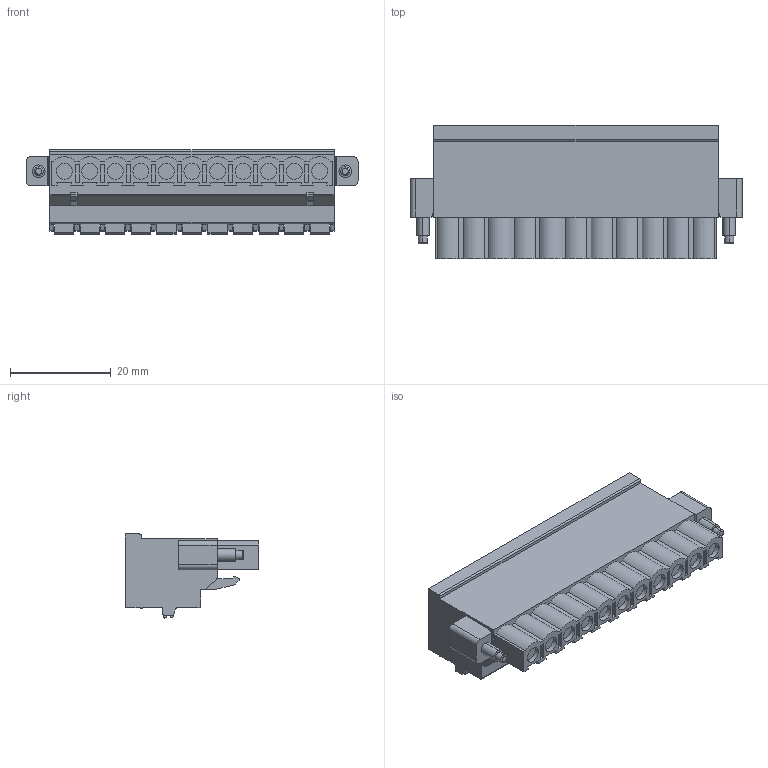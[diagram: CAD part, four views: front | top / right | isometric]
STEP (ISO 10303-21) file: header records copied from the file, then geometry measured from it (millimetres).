
FILE_DESCRIPTION((''),'2;1');
FILE_NAME('3333','2024-09-27T13:38:53',('tluser'),(''),'CREO PARAMETRIC BY PTC INC, 2018100','CREO PARAMETRIC BY PTC INC, 2018100','');
FILE_SCHEMA(('CONFIG_CONTROL_DESIGN'));
Length unit declared in the file: millimetre
Products named in the file (1): 3333
Bounding box: 66.04 x 26.6 x 16.71 mm (x, y, z)
Volume: 15943.2 mm3; surface area: 7015.7 mm2
Topology: 1 solids, 1 shells, 686 faces, 1767 edges, 1174 vertices
Faces by surface type: plane 454, cylinder 224, cone 4, torus 4
Entity records: 20897 total; most frequent: CARTESIAN_POINT 3627, DIRECTION 3603, ORIENTED_EDGE 3534, EDGE_CURVE 1767, VECTOR 1303, LINE 1303, VERTEX_POINT 1174, AXIS2_PLACEMENT_3D 1150
